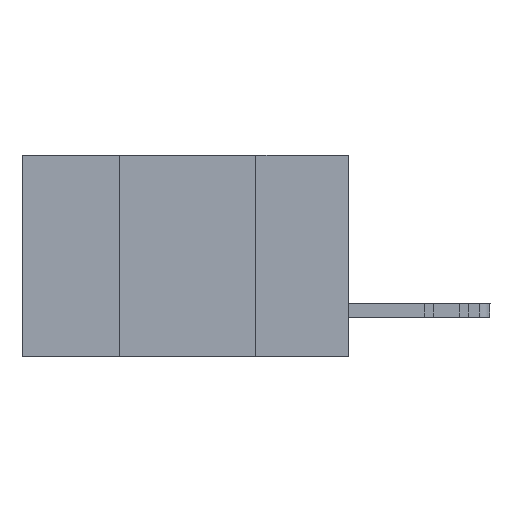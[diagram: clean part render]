
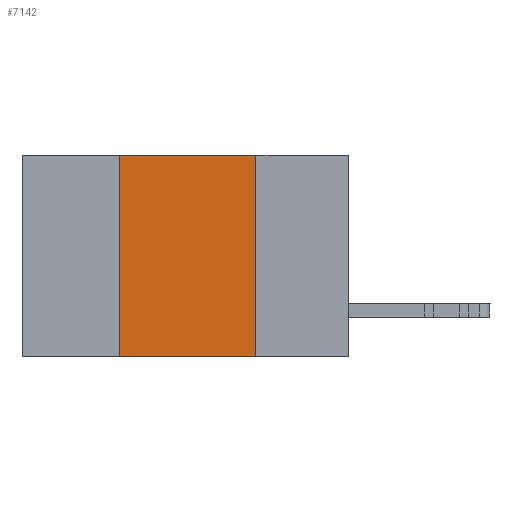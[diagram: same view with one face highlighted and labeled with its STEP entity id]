
A CAD part, left-side view. The second image highlights one B-rep face of the part: STEP entity #7142.
In plain terms, the highlighted planar face has unit normal (-1, 0, 0).
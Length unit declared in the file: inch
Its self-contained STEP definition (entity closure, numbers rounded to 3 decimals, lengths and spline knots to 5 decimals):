
#1397 = VECTOR ( 'NONE', #11602, 39.37008 ) ;
#2241 = VERTEX_POINT ( 'NONE', #6023 ) ;
#2761 = ORIENTED_EDGE ( 'NONE', *, *, #20238, .F. ) ;
#3572 = PLANE ( 'NONE',  #14362 ) ;
#3886 = ORIENTED_EDGE ( 'NONE', *, *, #16513, .T. ) ;
#4358 = DIRECTION ( 'NONE',  ( 0., 0., -1. ) ) ;
#6023 = CARTESIAN_POINT ( 'NONE',  ( 0., 0.42, 0. ) ) ;
#6543 = ORIENTED_EDGE ( 'NONE', *, *, #30856, .F. ) ;
#7024 = VERTEX_POINT ( 'NONE', #27391 ) ;
#7142 = ADVANCED_FACE ( 'NONE', ( #28464 ), #3572, .F. ) ;
#7914 = LINE ( 'NONE', #23812, #27607 ) ;
#10611 = CARTESIAN_POINT ( 'NONE',  ( 0., 0.17, 0. ) ) ;
#11602 = DIRECTION ( 'NONE',  ( 0., 0., 1. ) ) ;
#12169 = LINE ( 'NONE', #13975, #1397 ) ;
#13183 = CARTESIAN_POINT ( 'NONE',  ( 0., 0.6, -0.37 ) ) ;
#13975 = CARTESIAN_POINT ( 'NONE',  ( 0., 0.42, 0. ) ) ;
#14144 = DIRECTION ( 'NONE',  ( 1., 0., 0. ) ) ;
#14362 = AXIS2_PLACEMENT_3D ( 'NONE', #31124, #14144, #26307 ) ;
#15264 = VERTEX_POINT ( 'NONE', #10611 ) ;
#15474 = VECTOR ( 'NONE', #22691, 39.37008 ) ;
#15699 = CARTESIAN_POINT ( 'NONE',  ( 0., 0.6, 0. ) ) ;
#16349 = LINE ( 'NONE', #13183, #23261 ) ;
#16513 = EDGE_CURVE ( 'NONE', #7024, #31853, #16349, .T. ) ;
#20238 = EDGE_CURVE ( 'NONE', #15264, #31853, #7914, .T. ) ;
#22691 = DIRECTION ( 'NONE',  ( 0., -1., 0. ) ) ;
#23261 = VECTOR ( 'NONE', #23262, 39.37008 ) ;
#23262 = DIRECTION ( 'NONE',  ( 0., -1., 0. ) ) ;
#23404 = EDGE_LOOP ( 'NONE', ( #2761, #26618, #6543, #3886 ) ) ;
#23729 = EDGE_CURVE ( 'NONE', #2241, #15264, #30097, .T. ) ;
#23812 = CARTESIAN_POINT ( 'NONE',  ( 0., 0.17, 0. ) ) ;
#26307 = DIRECTION ( 'NONE',  ( 0., 0., -1. ) ) ;
#26618 = ORIENTED_EDGE ( 'NONE', *, *, #23729, .F. ) ;
#27391 = CARTESIAN_POINT ( 'NONE',  ( 0., 0.42, -0.37 ) ) ;
#27607 = VECTOR ( 'NONE', #4358, 39.37008 ) ;
#28464 = FACE_OUTER_BOUND ( 'NONE', #23404, .T. ) ;
#29413 = CARTESIAN_POINT ( 'NONE',  ( 0., 0.17, -0.37 ) ) ;
#30097 = LINE ( 'NONE', #15699, #15474 ) ;
#30856 = EDGE_CURVE ( 'NONE', #7024, #2241, #12169, .T. ) ;
#31124 = CARTESIAN_POINT ( 'NONE',  ( 0., 0.6, 0. ) ) ;
#31853 = VERTEX_POINT ( 'NONE', #29413 ) ;
